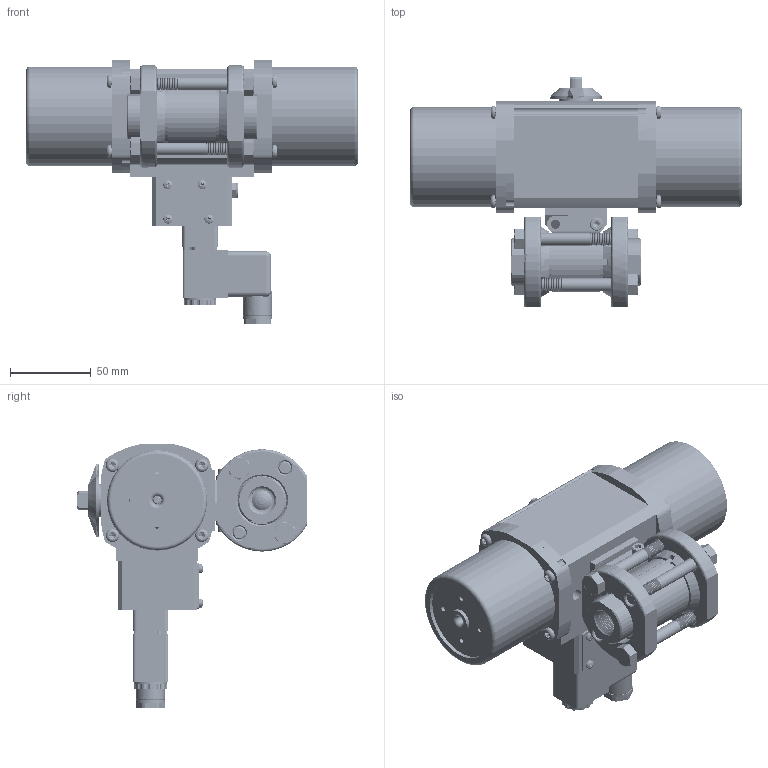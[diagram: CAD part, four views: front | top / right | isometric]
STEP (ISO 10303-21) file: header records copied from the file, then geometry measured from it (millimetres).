
FILE_DESCRIPTION (( 'STEP AP203' ), '1' );
FILE_NAME ('27XXSEFA512SR3GPDS.step', '2018-06-12T18:18:33', ( '' ), ( '' ), 'SwSTEP 2.0', 'SolidWorks 2017', '' );
FILE_SCHEMA (( 'CONFIG_CONTROL_DESIGN' ));
Products named in the file (1): 27XXSEFA512SR3GPDS
Bounding box: 206.12 x 142.33 x 163.68 mm (x, y, z)
Volume: 657328.5 mm3; surface area: 285097.6 mm2
Topology: 64 solids, 64 shells, 5826 faces, 15594 edges, 9960 vertices
Faces by surface type: cylinder 2878, cone 1804, plane 806, torus 211, bspline 113, sphere 14
Entity records: 228435 total; most frequent: CARTESIAN_POINT 86786, ORIENTED_EDGE 30896, DIRECTION 29963, EDGE_CURVE 15448, AXIS2_PLACEMENT_3D 12172, VERTEX_POINT 9956, CIRCLE 6458, EDGE_LOOP 6266
